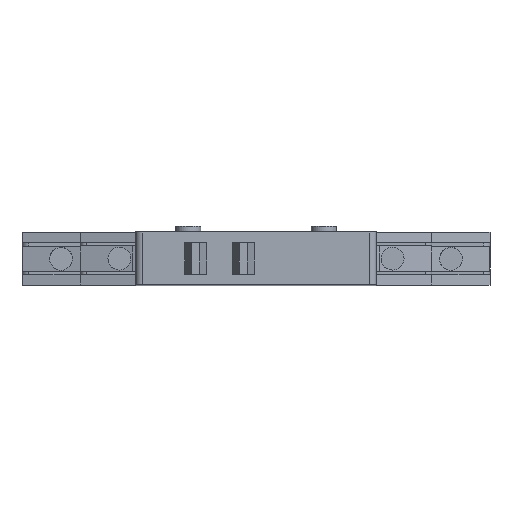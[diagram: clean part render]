
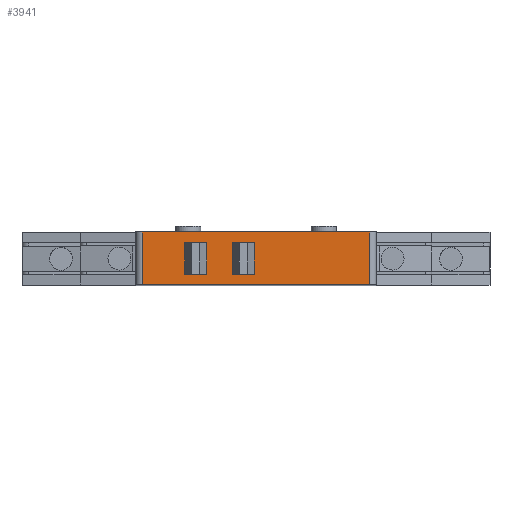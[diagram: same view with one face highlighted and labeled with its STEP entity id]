
A CAD part, top view. The second image highlights one B-rep face of the part: STEP entity #3941.
In plain terms, the highlighted planar face has unit normal (0, 0, 1).
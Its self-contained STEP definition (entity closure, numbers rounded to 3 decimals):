
#2347=CARTESIAN_POINT('POINT165',(-3.627,-1.984,
   0.));
#2348=VERTEX_POINT('VERTEX165',#2347);
#2349=CARTESIAN_POINT('POINT166',(-0.296,-1.984,
   0.));
#2350=VERTEX_POINT('VERTEX166',#2349);
#2351=CARTESIAN_POINT('POS266',(-1.152,-1.984,
   0.));
#2352=DIRECTION('DIR351',(1.,0.,0.));
#2353=VECTOR('VEC181',#2352,25.4);
#2354=LINE('STRAIGHT181',#2351,#2353);
#2355=EDGE_CURVE('EDGE233',#2348,#2350,#2354,.T.);
#2381=CARTESIAN_POINT('POINT167',(-3.627,-7.934,
   0.));
#2382=VERTEX_POINT('VERTEX167',#2381);
#2383=CARTESIAN_POINT('POS270',(-3.627,-0.992,
   0.));
#2384=DIRECTION('DIR356',(0.,1.,0.));
#2385=VECTOR('VEC184',#2384,25.4);
#2386=LINE('STRAIGHT184',#2383,#2385);
#2387=EDGE_CURVE('EDGE236',#2382,#2348,#2386,.T.);
#2405=CARTESIAN_POINT('POINT168',(-0.296,-7.934,
   0.));
#2406=VERTEX_POINT('VERTEX168',#2405);
#2407=CARTESIAN_POINT('POS273',(-1.152,-7.934,
   0.));
#2408=DIRECTION('DIR360',(-1.,0.,0.));
#2409=VECTOR('VEC186',#2408,25.4);
#2410=LINE('STRAIGHT186',#2407,#2409);
#2411=EDGE_CURVE('EDGE238',#2406,#2382,#2410,.T.);
#2432=CARTESIAN_POINT('POS276',(-0.296,-0.992,
   0.));
#2433=DIRECTION('DIR364',(0.,-1.,0.));
#2434=VECTOR('VEC188',#2433,25.4);
#2435=LINE('STRAIGHT188',#2432,#2434);
#2436=EDGE_CURVE('EDGE240',#2350,#2406,#2435,.T.);
#2449=CARTESIAN_POINT('POINT169',(-9.985,-7.934,
   0.));
#2450=VERTEX_POINT('VERTEX169',#2449);
#2451=CARTESIAN_POINT('POINT170',(-13.316,-7.934,
   0.));
#2452=VERTEX_POINT('VERTEX170',#2451);
#2453=CARTESIAN_POINT('POS278',(-5.655,-7.934,
   0.));
#2454=DIRECTION('DIR367',(-1.,0.,0.));
#2455=VECTOR('VEC189',#2454,25.4);
#2456=LINE('STRAIGHT189',#2453,#2455);
#2457=EDGE_CURVE('EDGE241',#2450,#2452,#2456,.T.);
#2483=CARTESIAN_POINT('POINT171',(-9.985,-1.984,
   0.));
#2484=VERTEX_POINT('VERTEX171',#2483);
#2485=CARTESIAN_POINT('POS282',(-9.985,-0.992,
   0.));
#2486=DIRECTION('DIR372',(0.,-1.,0.));
#2487=VECTOR('VEC192',#2486,25.4);
#2488=LINE('STRAIGHT192',#2485,#2487);
#2489=EDGE_CURVE('EDGE244',#2484,#2450,#2488,.T.);
#2507=CARTESIAN_POINT('POINT172',(-13.316,-1.984,
   0.));
#2508=VERTEX_POINT('VERTEX172',#2507);
#2509=CARTESIAN_POINT('POS285',(-5.655,-1.984,
   0.));
#2510=DIRECTION('DIR376',(1.,0.,0.));
#2511=VECTOR('VEC194',#2510,25.4);
#2512=LINE('STRAIGHT194',#2509,#2511);
#2513=EDGE_CURVE('EDGE246',#2508,#2484,#2512,.T.);
#2534=CARTESIAN_POINT('POS288',(-13.316,-0.992,
   0.));
#2535=DIRECTION('DIR380',(0.,1.,0.));
#2536=VECTOR('VEC196',#2535,25.4);
#2537=LINE('STRAIGHT196',#2534,#2536);
#2538=EDGE_CURVE('EDGE248',#2452,#2508,#2537,.T.);
#3129=CARTESIAN_POINT('POINT206',(21.317,-9.918,
   0.));
#3130=VERTEX_POINT('VERTEX206',#3129);
#3148=CARTESIAN_POINT('POINT209',(21.317,
   0.,0.));
#3149=VERTEX_POINT('VERTEX209',#3148);
#3157=CARTESIAN_POINT('POS359',(21.317,
   0.,0.));
#3158=DIRECTION('DIR479',(0.,-1.,0.));
#3159=VECTOR('VEC239',#3158,25.4);
#3160=LINE('STRAIGHT239',#3157,#3159);
#3161=EDGE_CURVE('EDGE308',#3149,#3130,#3160,.T.);
#3868=CARTESIAN_POINT('POINT250',(-21.317,-9.918,
   0.));
#3869=VERTEX_POINT('VERTEX250',#3868);
#3877=CARTESIAN_POINT('POINT251',(-21.317,0.,
   0.));
#3878=VERTEX_POINT('VERTEX251',#3877);
#3879=CARTESIAN_POINT('POS439',(-21.317,0.,0.
   ));
#3880=DIRECTION('DIR580',(0.,-1.,0.));
#3881=VECTOR('VEC298',#3880,25.4);
#3882=LINE('STRAIGHT298',#3879,#3881);
#3883=EDGE_CURVE('EDGE380',#3878,#3869,#3882,.T.);
#3908=ORIENTED_EDGE('COEDGE679',*,*,#2538,.T.);
#3909=ORIENTED_EDGE('COEDGE680',*,*,#2513,.T.);
#3910=ORIENTED_EDGE('COEDGE681',*,*,#2489,.T.);
#3911=ORIENTED_EDGE('COEDGE682',*,*,#2457,.T.);
#3912=EDGE_LOOP('NONE',(#3908,#3909,#3910,#3911));
#3913=FACE_BOUND('LOOP1',#3912,.T.);
#3914=ORIENTED_EDGE('COEDGE683',*,*,#2436,.T.);
#3915=ORIENTED_EDGE('COEDGE684',*,*,#2411,.T.);
#3916=ORIENTED_EDGE('COEDGE685',*,*,#2387,.T.);
#3917=ORIENTED_EDGE('COEDGE686',*,*,#2355,.T.);
#3918=EDGE_LOOP('NONE',(#3914,#3915,#3916,#3917));
#3919=FACE_BOUND('LOOP1',#3918,.T.);
#3920=CARTESIAN_POINT('POS443',(21.317,-9.918,
   0.));
#3921=DIRECTION('DIR586',(1.,0.,0.));
#3922=VECTOR('VEC300',#3921,25.4);
#3923=LINE('STRAIGHT300',#3920,#3922);
#3924=EDGE_CURVE('EDGE383',#3869,#3130,#3923,.T.);
#3925=ORIENTED_EDGE('COEDGE687',*,*,#3924,.T.);
#3926=ORIENTED_EDGE('COEDGE688',*,*,#3161,.F.);
#3927=CARTESIAN_POINT('POS444',(0.,0.,0.));
#3928=DIRECTION('DIR587',(-1.,0.,0.));
#3929=VECTOR('VEC301',#3928,25.4);
#3930=LINE('STRAIGHT301',#3927,#3929);
#3931=EDGE_CURVE('EDGE384',#3149,#3878,#3930,.T.);
#3932=ORIENTED_EDGE('COEDGE689',*,*,#3931,.T.);
#3933=ORIENTED_EDGE('COEDGE690',*,*,#3883,.T.);
#3934=EDGE_LOOP('NONE',(#3925,#3926,#3932,#3933));
#3935=FACE_BOUND('LOOP1',#3934,.T.);
#3936=CARTESIAN_POINT('POS445',(0.,0.,0.));
#3937=DIRECTION('DIR588',(0.,0.,1.));
#3938=DIRECTION('DIR589',(1.,0.,0.));
#3939=AXIS2_PLACEMENT_3D('AXIS144',#3936,#3937,#3938);
#3940=PLANE('PLANE102',#3939);
#3941=ADVANCED_FACE('FACE143',(#3913,#3919,#3935),#3940,.T.);
